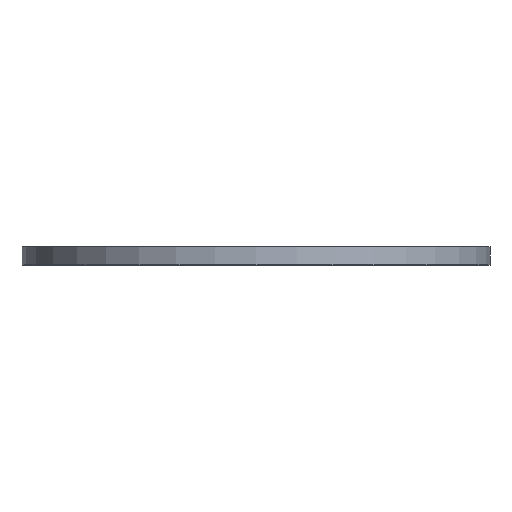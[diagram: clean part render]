
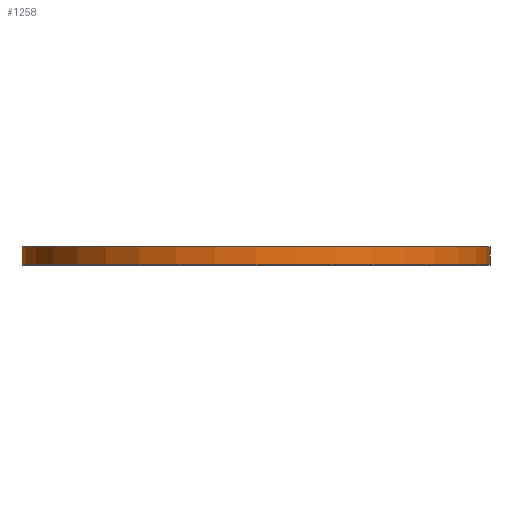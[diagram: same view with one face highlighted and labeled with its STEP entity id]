
A CAD part, top view. The second image highlights one B-rep face of the part: STEP entity #1258.
In plain terms, the highlighted cylindrical face has radius 1016 mm (diameter 2032 mm), a full revolution.
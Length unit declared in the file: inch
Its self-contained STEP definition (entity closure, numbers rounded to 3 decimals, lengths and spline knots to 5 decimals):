
#176=FACE_OUTER_BOUND('',#232,.T.);
#232=EDGE_LOOP('',(#1039,#1040,#1041,#1042));
#394=LINE('',#2154,#448);
#448=VECTOR('',#1824,40.);
#555=CIRCLE('',#1443,40.);
#556=CIRCLE('',#1444,40.);
#663=VERTEX_POINT('',#2151);
#664=VERTEX_POINT('',#2153);
#824=EDGE_CURVE('',#663,#663,#555,.T.);
#825=EDGE_CURVE('',#663,#664,#394,.T.);
#826=EDGE_CURVE('',#664,#664,#556,.T.);
#1039=ORIENTED_EDGE('',*,*,#824,.F.);
#1040=ORIENTED_EDGE('',*,*,#825,.T.);
#1041=ORIENTED_EDGE('',*,*,#826,.T.);
#1042=ORIENTED_EDGE('',*,*,#825,.F.);
#1204=CYLINDRICAL_SURFACE('',#1442,40.);
#1258=ADVANCED_FACE('',(#176),#1204,.T.);
#1442=AXIS2_PLACEMENT_3D('',#2150,#1820,#1821);
#1443=AXIS2_PLACEMENT_3D('',#2152,#1822,#1823);
#1444=AXIS2_PLACEMENT_3D('',#2155,#1825,#1826);
#1820=DIRECTION('center_axis',(0.,1.,0.));
#1821=DIRECTION('ref_axis',(-1.,0.,0.));
#1822=DIRECTION('center_axis',(0.,1.,0.));
#1823=DIRECTION('ref_axis',(-1.,0.,0.));
#1824=DIRECTION('',(0.,-1.,0.));
#1825=DIRECTION('center_axis',(0.,1.,0.));
#1826=DIRECTION('ref_axis',(-1.,0.,0.));
#2150=CARTESIAN_POINT('Origin',(0.,0.,0.));
#2151=CARTESIAN_POINT('',(40.,3.092,0.));
#2152=CARTESIAN_POINT('Origin',(0.,3.092,0.));
#2153=CARTESIAN_POINT('',(40.,0.,0.));
#2154=CARTESIAN_POINT('',(40.,0.,0.));
#2155=CARTESIAN_POINT('Origin',(0.,0.,0.));
